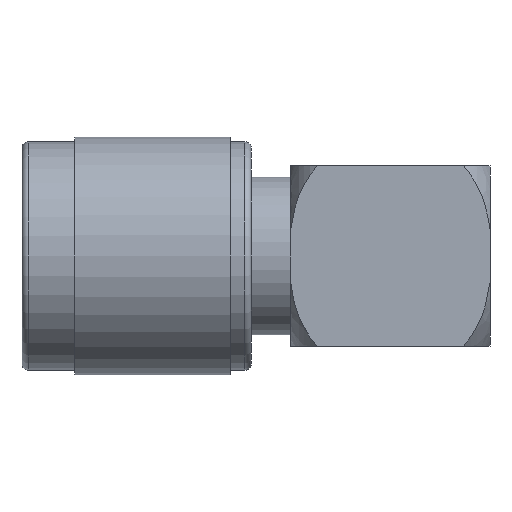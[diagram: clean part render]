
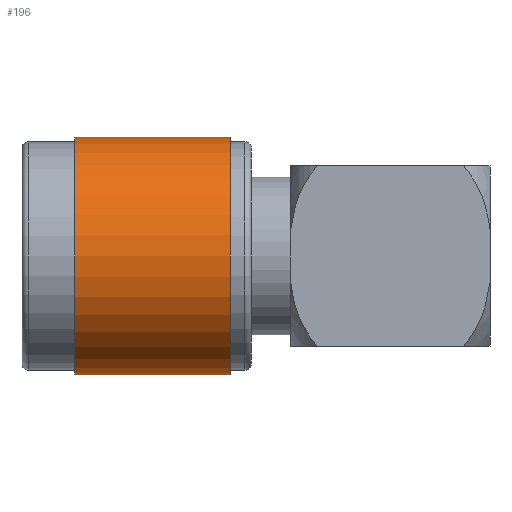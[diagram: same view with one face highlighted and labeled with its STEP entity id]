
A CAD part, left-side view. The second image highlights one B-rep face of the part: STEP entity #196.
In plain terms, the highlighted cylindrical face has radius 7.264 mm (diameter 14.529 mm), a partial arc.
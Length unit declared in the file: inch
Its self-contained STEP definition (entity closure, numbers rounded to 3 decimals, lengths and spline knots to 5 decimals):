
#5 = EDGE_LOOP ( 'NONE', ( #286, #314, #197, #313 ) ) ;
#22 = EDGE_CURVE ( 'NONE', #953, #936, #1410, .T. ) ;
#23 = EDGE_CURVE ( 'NONE', #1082, #948, #1531, .T. ) ;
#196 = ADVANCED_FACE ( 'NONE', ( #1635 ), #1557, .T. ) ;
#197 = ORIENTED_EDGE ( 'NONE', *, *, #962, .T. ) ;
#286 = ORIENTED_EDGE ( 'NONE', *, *, #1060, .F. ) ;
#313 = ORIENTED_EDGE ( 'NONE', *, *, #22, .T. ) ;
#314 = ORIENTED_EDGE ( 'NONE', *, *, #23, .F. ) ;
#936 = VERTEX_POINT ( 'NONE', #3095 ) ;
#948 = VERTEX_POINT ( 'NONE', #3089 ) ;
#953 = VERTEX_POINT ( 'NONE', #3071 ) ;
#962 = EDGE_CURVE ( 'NONE', #1082, #953, #3054, .T. ) ;
#1060 = EDGE_CURVE ( 'NONE', #948, #936, #3248, .T. ) ;
#1082 = VERTEX_POINT ( 'NONE', #3290 ) ;
#1408 = AXIS2_PLACEMENT_3D ( 'NONE', #1538, #1480, #1479 ) ;
#1410 = CIRCLE ( 'NONE', #1408, 0.286 ) ;
#1472 = DIRECTION ( 'NONE',  ( 0., 0., 1. ) ) ;
#1473 = DIRECTION ( 'NONE',  ( 0., 1., 0. ) ) ;
#1474 = AXIS2_PLACEMENT_3D ( 'NONE', #1527, #1473, #1472 ) ;
#1479 = DIRECTION ( 'NONE',  ( 0., 0., 1. ) ) ;
#1480 = DIRECTION ( 'NONE',  ( 0., 1., 0. ) ) ;
#1527 = CARTESIAN_POINT ( 'NONE',  ( 0., 0.425, 0. ) ) ;
#1531 = CIRCLE ( 'NONE', #1474, 0.286 ) ;
#1538 = CARTESIAN_POINT ( 'NONE',  ( 0., 0.05, 0. ) ) ;
#1557 = CYLINDRICAL_SURFACE ( 'NONE', #1623, 0.286 ) ;
#1623 = AXIS2_PLACEMENT_3D ( 'NONE', #1634, #1633, #1662 ) ;
#1633 = DIRECTION ( 'NONE',  ( 0., -1., 0. ) ) ;
#1634 = CARTESIAN_POINT ( 'NONE',  ( 0., 0.425, 0. ) ) ;
#1635 = FACE_OUTER_BOUND ( 'NONE', #5, .T. ) ;
#1662 = DIRECTION ( 'NONE',  ( 0., 0., -1. ) ) ;
#2962 = DIRECTION ( 'NONE',  ( 0., -1., 0. ) ) ;
#2963 = VECTOR ( 'NONE', #2962, 39.37008 ) ;
#2964 = CARTESIAN_POINT ( 'NONE',  ( 0., 0.425, -0.286 ) ) ;
#3054 = LINE ( 'NONE', #2964, #2963 ) ;
#3071 = CARTESIAN_POINT ( 'NONE',  ( 0., 0.05, -0.286 ) ) ;
#3089 = CARTESIAN_POINT ( 'NONE',  ( 0., 0.425, 0.286 ) ) ;
#3095 = CARTESIAN_POINT ( 'NONE',  ( 0., 0.05, 0.286 ) ) ;
#3239 = VECTOR ( 'NONE', #3258, 39.37008 ) ;
#3248 = LINE ( 'NONE', #3269, #3239 ) ;
#3258 = DIRECTION ( 'NONE',  ( 0., -1., 0. ) ) ;
#3269 = CARTESIAN_POINT ( 'NONE',  ( 0., 0.425, 0.286 ) ) ;
#3290 = CARTESIAN_POINT ( 'NONE',  ( 0., 0.425, -0.286 ) ) ;
